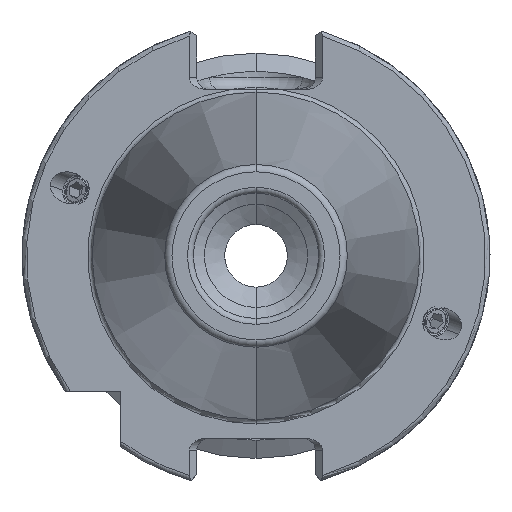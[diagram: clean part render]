
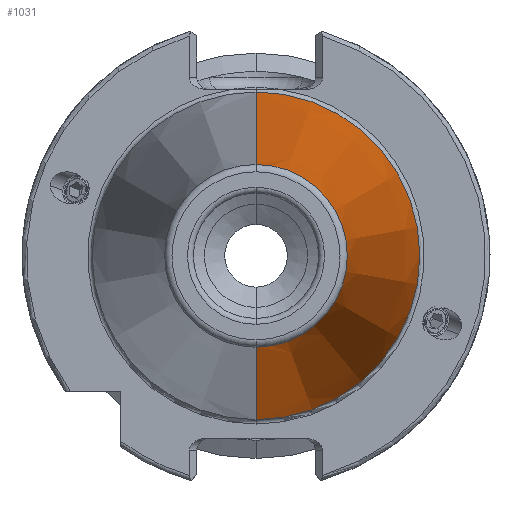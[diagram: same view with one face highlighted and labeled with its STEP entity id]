
A CAD part, left-side view. The second image highlights one B-rep face of the part: STEP entity #1031.
In plain terms, the highlighted conical face has half-angle 8.297 degrees and reference radius 22.225 mm.
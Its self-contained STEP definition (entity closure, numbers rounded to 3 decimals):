
#184 = AXIS2_PLACEMENT_3D ( 'NONE', #2192, #7329, #2918 ) ;
#185 = ORIENTED_EDGE ( 'NONE', *, *, #3064, .T. ) ;
#425 = CARTESIAN_POINT ( 'NONE',  ( 0., 0., -22.225 ) ) ;
#1031 = ADVANCED_FACE ( 'NONE', ( #4774 ), #8457, .T. ) ;
#1033 = CARTESIAN_POINT ( 'NONE',  ( 0., 0., 22.225 ) ) ;
#1106 = CARTESIAN_POINT ( 'NONE',  ( -67.394, 0., -12.397 ) ) ;
#1950 = VERTEX_POINT ( 'NONE', #1106 ) ;
#2040 = ORIENTED_EDGE ( 'NONE', *, *, #5037, .T. ) ;
#2098 = VERTEX_POINT ( 'NONE', #6247 ) ;
#2192 = CARTESIAN_POINT ( 'NONE',  ( 0., 0., 0. ) ) ;
#2371 = EDGE_CURVE ( 'NONE', #1950, #2098, #6041, .T. ) ;
#2622 = DIRECTION ( 'NONE',  ( 0.99, 0., -0.144 ) ) ;
#2918 = DIRECTION ( 'NONE',  ( 0., 0., 1. ) ) ;
#3064 = EDGE_CURVE ( 'NONE', #1950, #5213, #7567, .T. ) ;
#3219 = CARTESIAN_POINT ( 'NONE',  ( -67.394, 0., 0. ) ) ;
#3308 = DIRECTION ( 'NONE',  ( 0., 0., -1. ) ) ;
#3558 = EDGE_CURVE ( 'NONE', #2098, #7212, #6761, .T. ) ;
#3634 = CARTESIAN_POINT ( 'NONE',  ( 0., 0., 22.225 ) ) ;
#3743 = ORIENTED_EDGE ( 'NONE', *, *, #2371, .F. ) ;
#3898 = EDGE_LOOP ( 'NONE', ( #7422, #3743, #185, #2040 ) ) ;
#3934 = DIRECTION ( 'NONE',  ( 0., 0., 1. ) ) ;
#4281 = DIRECTION ( 'NONE',  ( 0.99, 0., 0.144 ) ) ;
#4774 = FACE_OUTER_BOUND ( 'NONE', #3898, .T. ) ;
#5037 = EDGE_CURVE ( 'NONE', #5213, #7212, #5143, .T. ) ;
#5143 = CIRCLE ( 'NONE', #184, 22.225 ) ;
#5213 = VERTEX_POINT ( 'NONE', #425 ) ;
#5621 = VECTOR ( 'NONE', #2622, 1000. ) ;
#5904 = CARTESIAN_POINT ( 'NONE',  ( 0., 0., 0. ) ) ;
#6041 = CIRCLE ( 'NONE', #6262, 12.397 ) ;
#6247 = CARTESIAN_POINT ( 'NONE',  ( -67.394, 0., 12.397 ) ) ;
#6262 = AXIS2_PLACEMENT_3D ( 'NONE', #3219, #8351, #3934 ) ;
#6761 = LINE ( 'NONE', #3634, #8712 ) ;
#7212 = VERTEX_POINT ( 'NONE', #1033 ) ;
#7329 = DIRECTION ( 'NONE',  ( -1., 0., 0. ) ) ;
#7422 = ORIENTED_EDGE ( 'NONE', *, *, #3558, .F. ) ;
#7567 = LINE ( 'NONE', #7768, #5621 ) ;
#7768 = CARTESIAN_POINT ( 'NONE',  ( 0., 0., -22.225 ) ) ;
#8351 = DIRECTION ( 'NONE',  ( -1., 0., 0. ) ) ;
#8457 = CONICAL_SURFACE ( 'NONE', #9233, 22.225, 0.145 ) ;
#8631 = DIRECTION ( 'NONE',  ( 1., 0., 0. ) ) ;
#8712 = VECTOR ( 'NONE', #4281, 1000. ) ;
#9233 = AXIS2_PLACEMENT_3D ( 'NONE', #5904, #8631, #3308 ) ;
